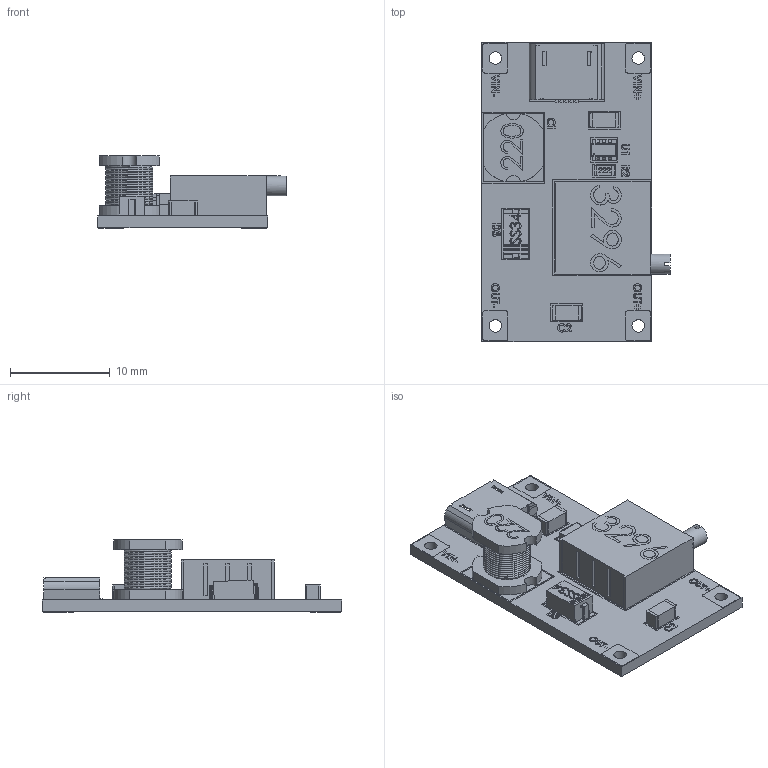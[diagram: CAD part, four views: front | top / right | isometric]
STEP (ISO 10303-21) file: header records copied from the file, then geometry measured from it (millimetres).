
FILE_DESCRIPTION(/* description */ (''),/* implementation_level */ '2;1');
FILE_NAME(/* name */ 'MT3608.step',/* time_stamp */ '2019-11-27T16:54:44-06:00',/* author */ (''),/* organization */ (''),/* preprocessor_version */ 'ST-DEVELOPER v18',/* originating_system */ 'Autodesk Translation Framework v8.12.0.6',/* authorisation */ '');
FILE_SCHEMA (('AUTOMOTIVE_DESIGN { 1 0 10303 214 3 1 1 }'));
Length unit declared in the file: millimetre
Products named in the file (1): (Unsaved)
Bounding box: 18.85 x 30 x 7.21 mm (x, y, z)
Volume: 1157 mm3; surface area: 2131.8 mm2
Topology: 16 solids, 16 shells, 717 faces, 2051 edges, 1442 vertices
Faces by surface type: plane 542, cylinder 164, sphere 8, cone 2, bspline 1
Full cylindrical faces by diameter (mm): 0.1 x1, 1.25 x4, 2 x1, 4.5 x16
Entity records: 33997 total; most frequent: CARTESIAN_POINT 14423, ORIENTED_EDGE 4086, DIRECTION 3522, EDGE_CURVE 2043, LINE 1524, VECTOR 1524, VERTEX_POINT 1442, AXIS2_PLACEMENT_3D 999
